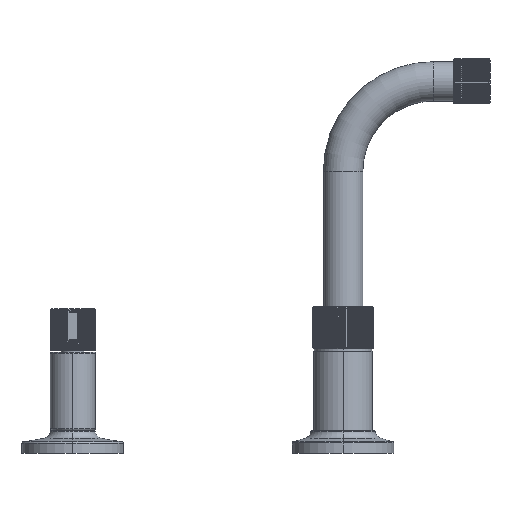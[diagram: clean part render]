
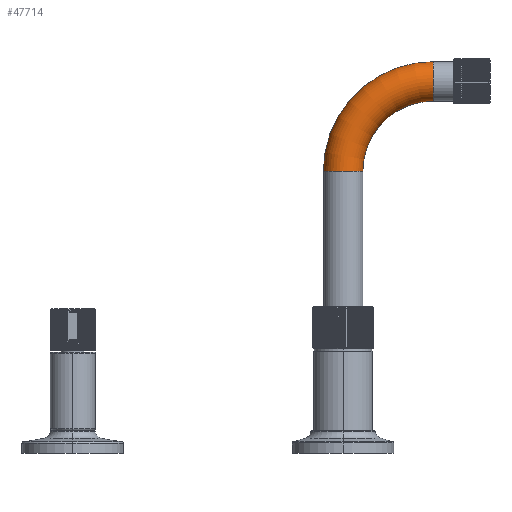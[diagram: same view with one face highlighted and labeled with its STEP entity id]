
A CAD part, left-side view. The second image highlights one B-rep face of the part: STEP entity #47714.
In plain terms, the highlighted toroidal (fillet/blend) face has major radius 50.8 mm and minor radius 11.113 mm.
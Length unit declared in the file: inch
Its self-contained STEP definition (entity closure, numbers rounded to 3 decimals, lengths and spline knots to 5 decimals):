
#34091=CARTESIAN_POINT('',(0.,-2.,8.25));
#34092=DIRECTION('',(0.,-1.,0.));
#34093=DIRECTION('',(0.,0.,1.));
#34094=AXIS2_PLACEMENT_3D('',#34091,#34092,#34093);
#34106=CARTESIAN_POINT('',(0.,0.,6.25));
#34107=DIRECTION('',(0.,0.,1.));
#34108=DIRECTION('',(0.,1.,0.));
#34109=AXIS2_PLACEMENT_3D('',#34106,#34107,#34108);
#34114=CARTESIAN_POINT('',(0.,-2.,6.25));
#34115=DIRECTION('',(1.,0.,0.));
#34116=DIRECTION('',(0.,1.,0.));
#34117=AXIS2_PLACEMENT_3D('',#34114,#34115,#34116);
#42302=CARTESIAN_POINT('',(0.,-2.,6.25));
#42303=DIRECTION('',(1.,0.,0.));
#42304=DIRECTION('',(0.,1.,0.));
#42305=AXIS2_PLACEMENT_3D('',#42302,#42303,#42304);
#45093=CARTESIAN_POINT('',(0.,-0.4375,6.25));
#45094=CARTESIAN_POINT('',(0.,0.4375,6.25));
#45095=VERTEX_POINT('',#45093);
#45096=VERTEX_POINT('',#45094);
#45097=CARTESIAN_POINT('',(0.,-2.,7.8125));
#45098=CARTESIAN_POINT('',(0.,-2.,8.6875));
#45099=VERTEX_POINT('',#45097);
#45100=VERTEX_POINT('',#45098);
#47700=CARTESIAN_POINT('',(0.,-2.,6.25));
#47701=DIRECTION('',(1.,0.,0.));
#47702=DIRECTION('',(0.,-1.,0.));
#47703=AXIS2_PLACEMENT_3D('',#47700,#47701,#47702);
#47704=TOROIDAL_SURFACE('',#47703,2.,0.4375);
#47706=ORIENTED_EDGE('',*,*,#47705,.F.);
#47708=ORIENTED_EDGE('',*,*,#47707,.T.);
#47709=ORIENTED_EDGE('',*,*,#47687,.T.);
#47711=ORIENTED_EDGE('',*,*,#47710,.F.);
#47712=EDGE_LOOP('',(#47706,#47708,#47709,#47711));
#47713=FACE_OUTER_BOUND('',#47712,.F.);
#34095=CIRCLE('',#34094,0.4375);
#34110=CIRCLE('',#34109,0.4375);
#34118=CIRCLE('',#34117,2.4375);
#42306=CIRCLE('',#42305,1.5625);
#47687=EDGE_CURVE('',#45100,#45099,#34095,.T.);
#47705=EDGE_CURVE('',#45096,#45095,#34110,.T.);
#47707=EDGE_CURVE('',#45096,#45100,#34118,.T.);
#47710=EDGE_CURVE('',#45095,#45099,#42306,.T.);
#47714=ADVANCED_FACE('',(#47713),#47704,.T.);
